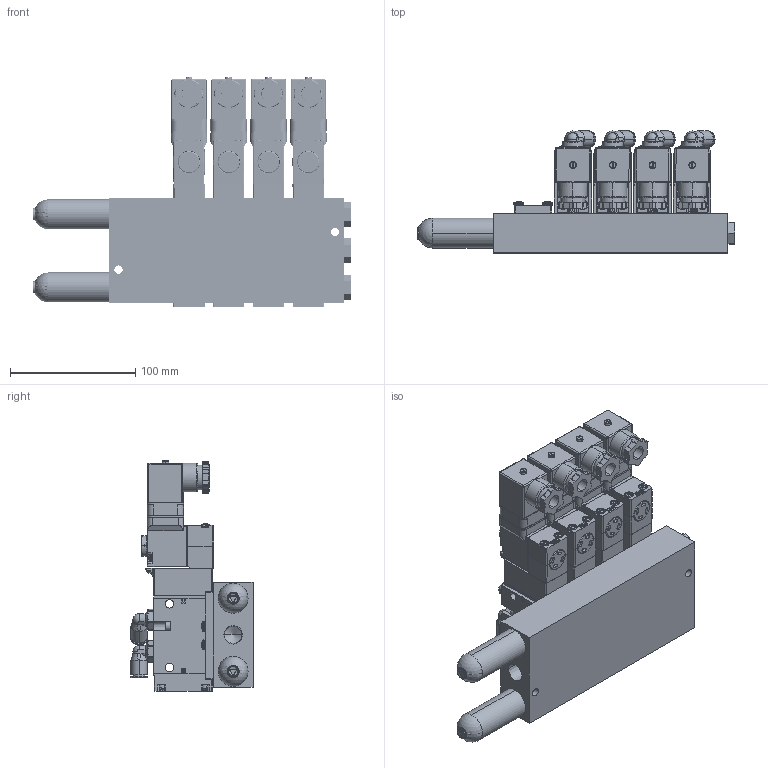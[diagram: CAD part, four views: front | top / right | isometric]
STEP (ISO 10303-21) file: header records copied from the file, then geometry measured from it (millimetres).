
FILE_DESCRIPTION((''),'2;1');
FILE_NAME('ILCP7101214','2024-02-21T07:54:37',('BCoats'),(''),'CREO PARAMETRIC BY PTC INC, 2021164','CREO PARAMETRIC BY PTC INC, 2021164','');
FILE_SCHEMA(('AUTOMOTIVE_DESIGN { 1 0 10303 214 1 1 1 1 }'));
Products named in the file (1): ILCP7101214
Bounding box: 253.94 x 97.46 x 184.1 mm (x, y, z)
Volume: 1439154.6 mm3; surface area: 226904.7 mm2
Topology: 5 solids, 5 shells, 5442 faces, 14540 edges, 9471 vertices
Faces by surface type: plane 2936, cylinder 1294, extrusion 568, cone 242, bspline 136, torus 116, sphere 86, revolution 64
Entity records: 256515 total; most frequent: CARTESIAN_POINT 84199, ORIENTED_EDGE 28964, DIRECTION 25413, EDGE_CURVE 14482, VERTEX_POINT 9467, VECTOR 9254, LINE 8686, AXIS2_PLACEMENT_3D 8046
